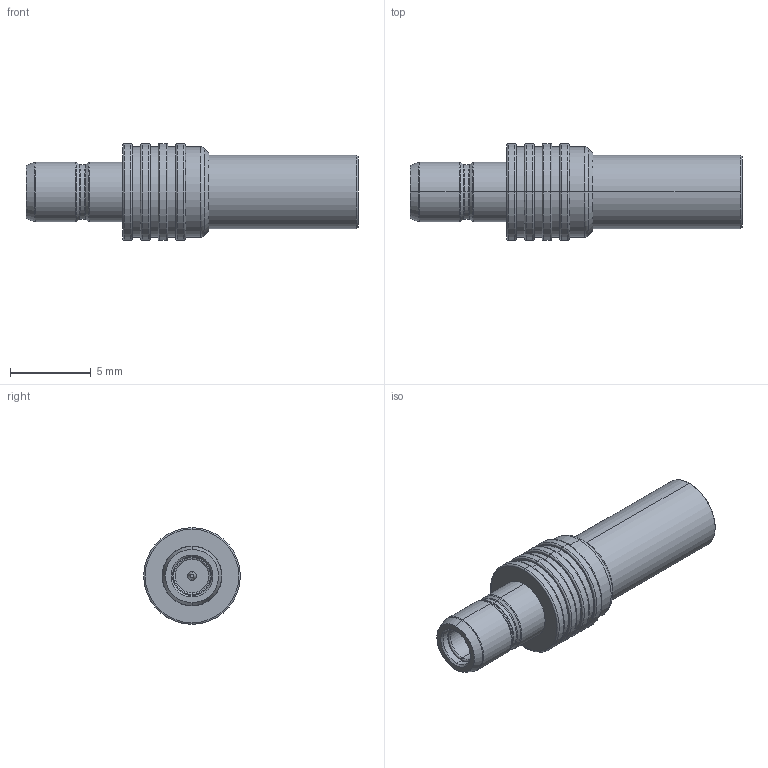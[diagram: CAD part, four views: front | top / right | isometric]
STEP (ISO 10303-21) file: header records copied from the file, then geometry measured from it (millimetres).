
FILE_DESCRIPTION (( 'STEP AP214' ), '1' );
FILE_NAME ('ÑÖÍÊ.434521.034-01ÑÁ_Âèëêà+äëÿ ïîòðåáèòåëÿ.STEP', '2018-11-30T07:59:53', ( 'User' ), ( '' ), 'SwSTEP 2.0', 'SolidWorks 2016', '' );
FILE_SCHEMA (( 'AUTOMOTIVE_DESIGN' ));
Length unit declared in the file: millimetre
Products named in the file (1): ÑÖÍÊ.434521.034-01ÑÁ_Âèëêà+äëÿ ïîòðåáèòåëÿ
Bounding box: 20.6 x 6 x 6 mm (x, y, z)
Volume: 254.3 mm3; surface area: 585.9 mm2
Topology: 1 solids, 1 shells, 119 faces, 236 edges, 134 vertices
Faces by surface type: cylinder 40, torus 32, cone 30, plane 17
Entity records: 4419 total; most frequent: DIRECTION 642, CARTESIAN_POINT 490, ORIENTED_EDGE 472, AXIS2_PLACEMENT_3D 286, EDGE_CURVE 236, CIRCLE 166, EDGE_LOOP 134, VERTEX_POINT 134
